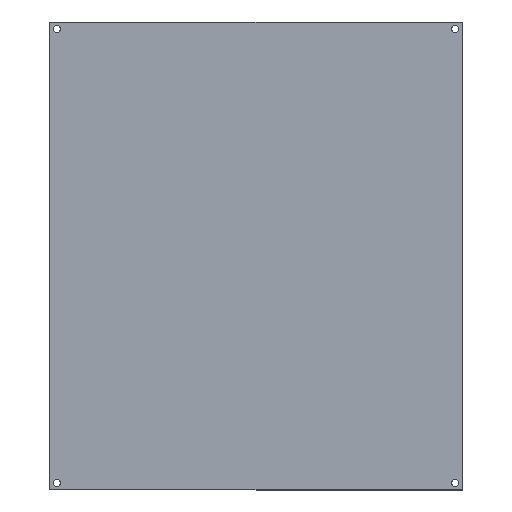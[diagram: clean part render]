
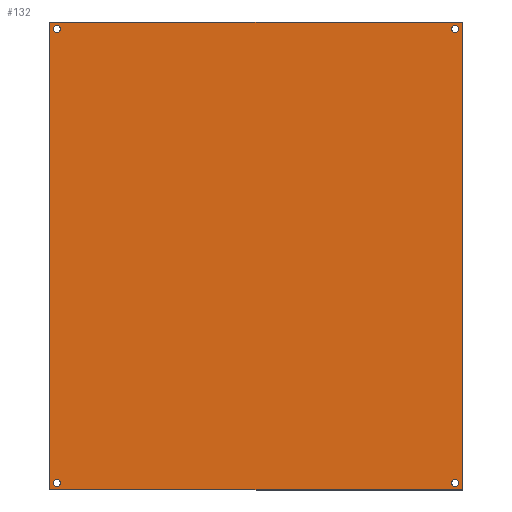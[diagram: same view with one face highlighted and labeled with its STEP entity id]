
A CAD part, top view. The second image highlights one B-rep face of the part: STEP entity #132.
In plain terms, the highlighted planar face has unit normal (0, 0, 1).
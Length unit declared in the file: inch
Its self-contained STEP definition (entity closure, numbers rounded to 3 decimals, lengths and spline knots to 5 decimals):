
#2 = CARTESIAN_POINT ( 'NONE',  ( 7.25, 8.125, 0.115 ) ) ;
#7 = VERTEX_POINT ( 'NONE', #145 ) ;
#8 = EDGE_CURVE ( 'NONE', #169, #174, #312, .T. ) ;
#9 = CARTESIAN_POINT ( 'NONE',  ( 7.125, -8.125, 0.115 ) ) ;
#13 = CARTESIAN_POINT ( 'NONE',  ( 7.125, 8.125, 0.115 ) ) ;
#20 = DIRECTION ( 'NONE',  ( 1., 0., 0. ) ) ;
#24 = EDGE_LOOP ( 'NONE', ( #204 ) ) ;
#26 = VECTOR ( 'NONE', #54, 39.37008 ) ;
#28 = FACE_BOUND ( 'NONE', #231, .T. ) ;
#31 = EDGE_LOOP ( 'NONE', ( #311 ) ) ;
#33 = CIRCLE ( 'NONE', #209, 0.125 ) ;
#39 = DIRECTION ( 'NONE',  ( 1., 0., 0. ) ) ;
#42 = FACE_OUTER_BOUND ( 'NONE', #168, .T. ) ;
#54 = DIRECTION ( 'NONE',  ( 0., 1., 0. ) ) ;
#56 = VERTEX_POINT ( 'NONE', #94 ) ;
#60 = EDGE_CURVE ( 'NONE', #174, #363, #322, .T. ) ;
#62 = VERTEX_POINT ( 'NONE', #324 ) ;
#64 = CIRCLE ( 'NONE', #218, 0.125 ) ;
#67 = CIRCLE ( 'NONE', #253, 0.125 ) ;
#69 = EDGE_CURVE ( 'NONE', #7, #169, #211, .T. ) ;
#74 = DIRECTION ( 'NONE',  ( 0., 0., -1. ) ) ;
#82 = ORIENTED_EDGE ( 'NONE', *, *, #60, .F. ) ;
#94 = CARTESIAN_POINT ( 'NONE',  ( -7., -8.125, 0.115 ) ) ;
#97 = CARTESIAN_POINT ( 'NONE',  ( 7.25, -8.125, 0.115 ) ) ;
#107 = CARTESIAN_POINT ( 'NONE',  ( -7.125, -8.125, 0.115 ) ) ;
#118 = CARTESIAN_POINT ( 'NONE',  ( -7.375, -8.375, 0.115 ) ) ;
#121 = EDGE_CURVE ( 'NONE', #363, #7, #374, .T. ) ;
#131 = PLANE ( 'NONE',  #138 ) ;
#132 = ADVANCED_FACE ( 'NONE', ( #289, #177, #28, #194, #42 ), #131, .T. ) ;
#138 = AXIS2_PLACEMENT_3D ( 'NONE', #160, #163, #276 ) ;
#145 = CARTESIAN_POINT ( 'NONE',  ( -7.375, 8.375, 0.115 ) ) ;
#160 = CARTESIAN_POINT ( 'NONE',  ( 0., 0., 0.115 ) ) ;
#163 = DIRECTION ( 'NONE',  ( 0., 0., 1. ) ) ;
#165 = CARTESIAN_POINT ( 'NONE',  ( -7.125, 8.125, 0.115 ) ) ;
#168 = EDGE_LOOP ( 'NONE', ( #230, #82, #236, #315 ) ) ;
#169 = VERTEX_POINT ( 'NONE', #249 ) ;
#173 = EDGE_CURVE ( 'NONE', #56, #56, #67, .T. ) ;
#174 = VERTEX_POINT ( 'NONE', #247 ) ;
#177 = FACE_BOUND ( 'NONE', #24, .T. ) ;
#191 = DIRECTION ( 'NONE',  ( 0., 0., -1. ) ) ;
#194 = FACE_BOUND ( 'NONE', #31, .T. ) ;
#204 = ORIENTED_EDGE ( 'NONE', *, *, #208, .T. ) ;
#206 = DIRECTION ( 'NONE',  ( -1., 0., 0. ) ) ;
#208 = EDGE_CURVE ( 'NONE', #62, #62, #234, .T. ) ;
#209 = AXIS2_PLACEMENT_3D ( 'NONE', #13, #191, #39 ) ;
#211 = LINE ( 'NONE', #319, #361 ) ;
#216 = EDGE_CURVE ( 'NONE', #357, #357, #33, .T. ) ;
#218 = AXIS2_PLACEMENT_3D ( 'NONE', #9, #328, #269 ) ;
#222 = DIRECTION ( 'NONE',  ( 1., 0., 0. ) ) ;
#228 = VECTOR ( 'NONE', #206, 39.37008 ) ;
#229 = DIRECTION ( 'NONE',  ( 0., 0., -1. ) ) ;
#230 = ORIENTED_EDGE ( 'NONE', *, *, #121, .F. ) ;
#231 = EDGE_LOOP ( 'NONE', ( #368 ) ) ;
#233 = CARTESIAN_POINT ( 'NONE',  ( 7.375, -8.375, 0.115 ) ) ;
#234 = CIRCLE ( 'NONE', #371, 0.125 ) ;
#236 = ORIENTED_EDGE ( 'NONE', *, *, #8, .F. ) ;
#246 = VERTEX_POINT ( 'NONE', #97 ) ;
#247 = CARTESIAN_POINT ( 'NONE',  ( 7.375, -8.375, 0.115 ) ) ;
#249 = CARTESIAN_POINT ( 'NONE',  ( 7.375, 8.375, 0.115 ) ) ;
#253 = AXIS2_PLACEMENT_3D ( 'NONE', #107, #74, #222 ) ;
#259 = VECTOR ( 'NONE', #286, 39.37008 ) ;
#262 = CARTESIAN_POINT ( 'NONE',  ( 7.375, 8.375, 0.115 ) ) ;
#269 = DIRECTION ( 'NONE',  ( 1., 0., 0. ) ) ;
#276 = DIRECTION ( 'NONE',  ( 1., 0., 0. ) ) ;
#286 = DIRECTION ( 'NONE',  ( 0., -1., 0. ) ) ;
#289 = FACE_BOUND ( 'NONE', #314, .T. ) ;
#292 = CARTESIAN_POINT ( 'NONE',  ( -7.375, -8.375, 0.115 ) ) ;
#302 = EDGE_CURVE ( 'NONE', #246, #246, #64, .T. ) ;
#306 = ORIENTED_EDGE ( 'NONE', *, *, #173, .T. ) ;
#311 = ORIENTED_EDGE ( 'NONE', *, *, #302, .T. ) ;
#312 = LINE ( 'NONE', #262, #259 ) ;
#314 = EDGE_LOOP ( 'NONE', ( #306 ) ) ;
#315 = ORIENTED_EDGE ( 'NONE', *, *, #69, .F. ) ;
#319 = CARTESIAN_POINT ( 'NONE',  ( -7.375, 8.375, 0.115 ) ) ;
#322 = LINE ( 'NONE', #233, #228 ) ;
#324 = CARTESIAN_POINT ( 'NONE',  ( -7., 8.125, 0.115 ) ) ;
#328 = DIRECTION ( 'NONE',  ( 0., 0., -1. ) ) ;
#357 = VERTEX_POINT ( 'NONE', #2 ) ;
#361 = VECTOR ( 'NONE', #376, 39.37008 ) ;
#363 = VERTEX_POINT ( 'NONE', #292 ) ;
#368 = ORIENTED_EDGE ( 'NONE', *, *, #216, .T. ) ;
#371 = AXIS2_PLACEMENT_3D ( 'NONE', #165, #229, #20 ) ;
#374 = LINE ( 'NONE', #118, #26 ) ;
#376 = DIRECTION ( 'NONE',  ( 1., 0., 0. ) ) ;
